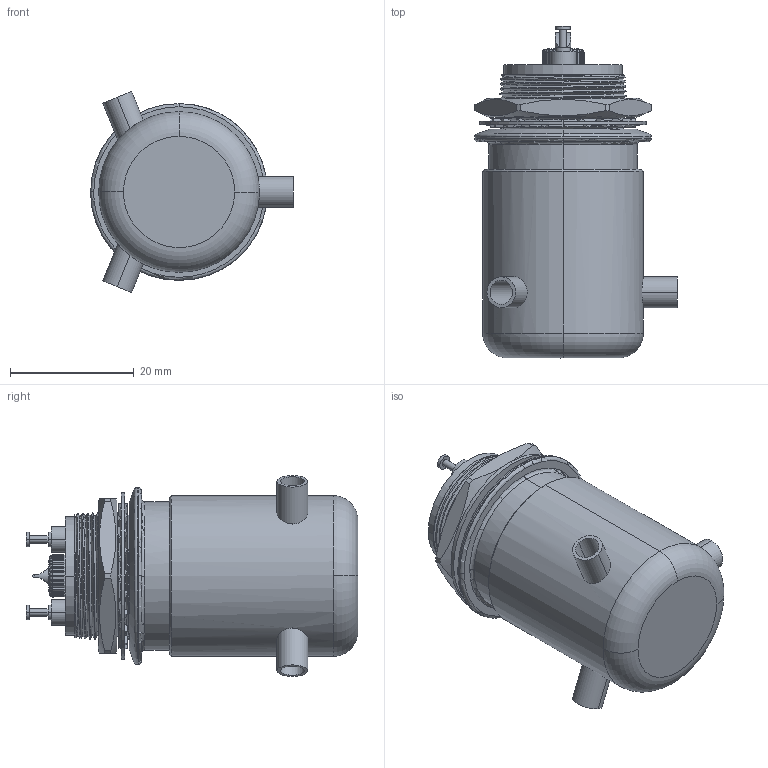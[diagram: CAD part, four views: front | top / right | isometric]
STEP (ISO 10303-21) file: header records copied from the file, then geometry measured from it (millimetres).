
FILE_DESCRIPTION (( 'STEP AP214' ), '1' );
FILE_NAME ('V-2SP.STEP', '2025-07-01T23:37:29', ( '' ), ( '' ), 'SwSTEP 2.0', 'SolidWorks 2021', '' );
FILE_SCHEMA (( 'AUTOMOTIVE_DESIGN' ));
Length unit declared in the file: millimetre
Products named in the file (14): 7320002.STEP; 7771001.STEP; 7800002.STEP; 7771004.STEP; vc-2pw_asm (1).STEP; 7330002.STEP; 7756.STEP; V-2SP; 8930002.STEP; 5680.STEP; 7773001.STEP; 8946002.STEP; 7320003.STEP; 8934001.STEP
Assembly tree (15 placements, depth 3):
  V-2SP
    vc-2pw_asm (1).STEP
      7800002.STEP
      7320002.STEP
      7756.STEP  x3
      7320003.STEP
      7771004.STEP
      7771001.STEP
      5680.STEP
      8934001.STEP
      8946002.STEP
      8930002.STEP
      7773001.STEP
      7330002.STEP
Bounding box: 32.8 x 53.7 x 32.54 mm (x, y, z)
Volume: 10865.6 mm3; surface area: 15648.5 mm2
Topology: 13 solids, 14 shells, 519 faces, 1371 edges, 896 vertices
Faces by surface type: cylinder 248, plane 195, cone 35, torus 21, bspline 20
Entity records: 23546 total; most frequent: CARTESIAN_POINT 11834, ORIENTED_EDGE 2622, DIRECTION 2033, EDGE_CURVE 1311, VERTEX_POINT 861, AXIS2_PLACEMENT_3D 823, EDGE_LOOP 540, ADVANCED_FACE 493
